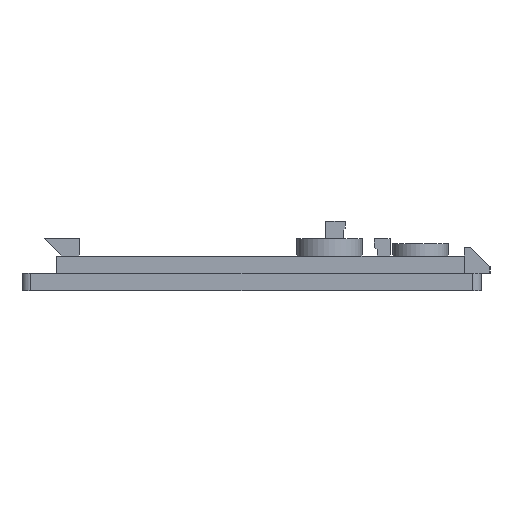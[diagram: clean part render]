
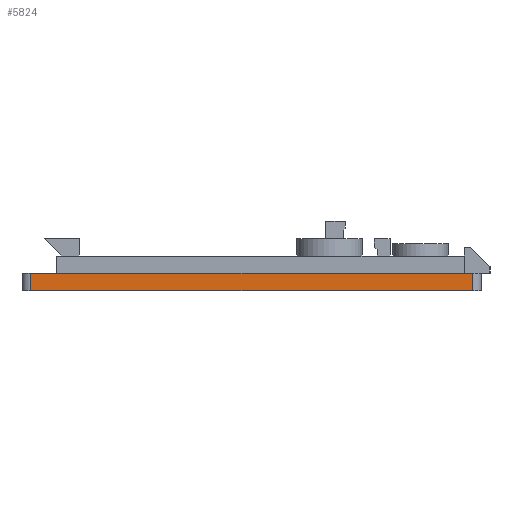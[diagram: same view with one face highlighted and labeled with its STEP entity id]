
A CAD part, left-side view. The second image highlights one B-rep face of the part: STEP entity #5824.
In plain terms, the highlighted planar face has unit normal (-1, 0, 0).
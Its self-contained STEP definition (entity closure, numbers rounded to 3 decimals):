
#1615=CARTESIAN_POINT('',(0.,1.,0.));
#1616=VERTEX_POINT('',#1615);
#1624=CARTESIAN_POINT('',(0.,52.,0.));
#1625=VERTEX_POINT('',#1624);
#1626=CARTESIAN_POINT('',(0.,1.,0.));
#1627=DIRECTION('',(0.,1.,0.));
#1628=VECTOR('',#1627,51.);
#1629=LINE('',#1626,#1628);
#1630=EDGE_CURVE('',#1616,#1625,#1629,.T.);
#5510=CARTESIAN_POINT('',(0.,52.,2.));
#5511=VERTEX_POINT('',#5510);
#5519=CARTESIAN_POINT('',(0.,1.,2.));
#5520=VERTEX_POINT('',#5519);
#5521=CARTESIAN_POINT('',(0.,1.,2.));
#5522=DIRECTION('',(0.,1.,0.));
#5523=VECTOR('',#5522,51.);
#5524=LINE('',#5521,#5523);
#5525=EDGE_CURVE('',#5520,#5511,#5524,.T.);
#5803=CARTESIAN_POINT('',(0.,26.5,2.));
#5804=DIRECTION('',(-1.,0.,0.));
#5805=DIRECTION('',(0.,0.,1.));
#5806=AXIS2_PLACEMENT_3D('',#5803,#5804,#5805);
#5807=PLANE('',#5806);
#5808=ORIENTED_EDGE('',*,*,#1630,.F.);
#5809=CARTESIAN_POINT('',(0.,1.,0.));
#5810=DIRECTION('',(-0.,-0.,1.));
#5811=VECTOR('',#5810,2.);
#5812=LINE('',#5809,#5811);
#5813=EDGE_CURVE('',#1616,#5520,#5812,.T.);
#5814=ORIENTED_EDGE('',*,*,#5813,.T.);
#5815=ORIENTED_EDGE('',*,*,#5525,.T.);
#5816=CARTESIAN_POINT('',(0.,52.,2.));
#5817=DIRECTION('',(0.,0.,-1.));
#5818=VECTOR('',#5817,2.);
#5819=LINE('',#5816,#5818);
#5820=EDGE_CURVE('',#5511,#1625,#5819,.T.);
#5821=ORIENTED_EDGE('',*,*,#5820,.T.);
#5822=EDGE_LOOP('',(#5808,#5814,#5815,#5821));
#5823=FACE_BOUND('',#5822,.T.);
#5824=ADVANCED_FACE('',(#5823),#5807,.T.);
